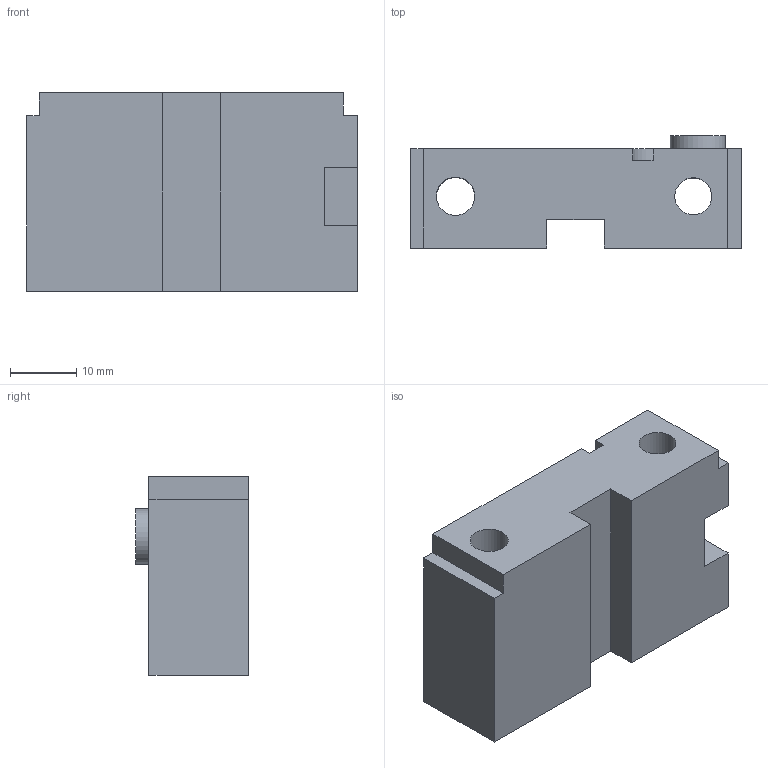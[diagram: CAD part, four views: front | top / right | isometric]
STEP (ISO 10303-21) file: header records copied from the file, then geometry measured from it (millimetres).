
FILE_DESCRIPTION(/* description */ (''),/* implementation_level */ '2;1');
FILE_NAME(/* name */ 'Multi features v2.step',/* time_stamp */ '2025-05-21T16:40:48+05:30',/* author */ (''),/* organization */ (''),/* preprocessor_version */ 'ST-DEVELOPER v20.1',/* originating_system */ 'Autodesk Translation Framework v14.4.0.0',/* authorisation */ '');
FILE_SCHEMA (('AUTOMOTIVE_DESIGN { 1 0 10303 214 3 1 1 }'));
Length unit declared in the file: millimetre
Products named in the file (1): Multi features
Bounding box: 50 x 17 x 30 mm (x, y, z)
Volume: 18372.4 mm3; surface area: 7267.2 mm2
Topology: 1 solids, 1 shells, 55 faces, 131 edges, 86 vertices
Faces by surface type: plane 36, cylinder 14, cone 5
Full cylindrical faces by diameter (mm): 2.473 x4, 3 x3, 4.284 x1, 5 x1, 5.596 x1, 5.777 x1, 8.32 x1
Entity records: 1652 total; most frequent: CARTESIAN_POINT 304, DIRECTION 268, ORIENTED_EDGE 258, EDGE_CURVE 129, LINE 96, VECTOR 96, VERTEX_POINT 86, AXIS2_PLACEMENT_3D 86
